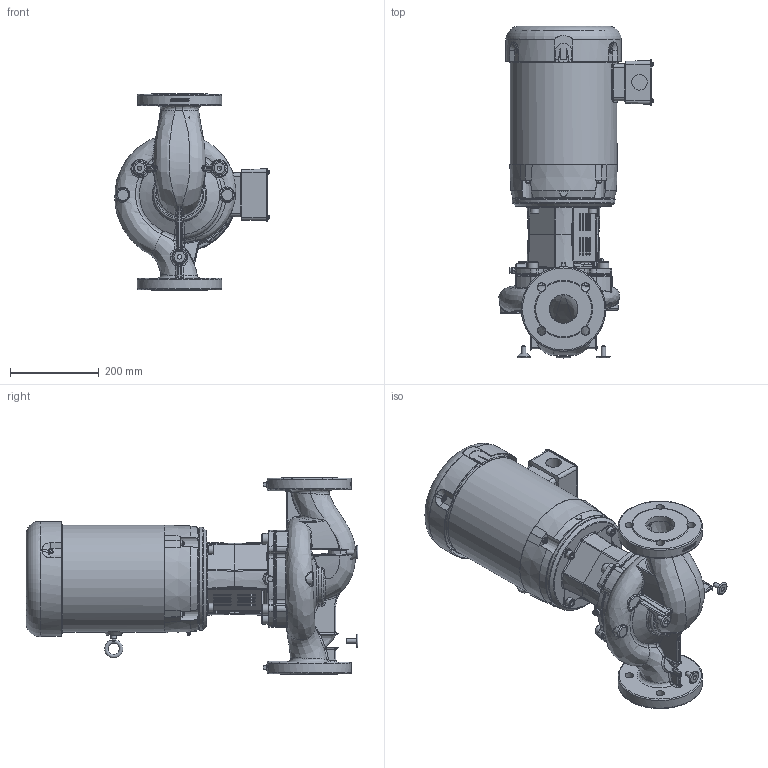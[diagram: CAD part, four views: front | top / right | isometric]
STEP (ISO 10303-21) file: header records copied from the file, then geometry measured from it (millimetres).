
FILE_DESCRIPTION(/* description */ (''),/* implementation_level */ '2;1');
FILE_NAME(/* name */ '2760854 - PUMP IL2.5-110_410-2-S1E 460V_3_60 TEFC_Shrinkwrap_1.stp',/* time_stamp */ '2022-03-23T16:30:41-05:00',/* author */ ('faliszekte'),/* organization */ (''),/* preprocessor_version */ 'ST-DEVELOPER v18.1',/* originating_system */ 'Autodesk Inventor 2021',/* authorisation */ '');
FILE_SCHEMA (('AUTOMOTIVE_DESIGN { 1 0 10303 214 3 1 1 }'));
Products named in the file (1): 2760854 - PUMP IL2.5-110_410-2-S1E 460V_3_60 TEFC_Shrinkwrap_1
Bounding box: 347.97 x 749.28 x 444.49 mm (x, y, z)
Surface area: 1320899.7 mm2 (no closed solid volume)
Topology: 0 solids, 34 shells, 2390 faces, 6921 edges, 4423 vertices
Faces by surface type: plane 721, bspline 667, cylinder 570, cone 277, sphere 86, torus 69
Full cylindrical faces by diameter (mm): 3.768 x1, 5 x1, 7.937 x4, 8 x2, 8.141 x10, 8.839 x4, 9 x8, 9.652 x1, 10.11 x3, 10.162 x60, 10.516 x3, 11.112 x1, 12.662 x1, 12.7 x60, 13.495 x2, 19.05 x12, 23.812 x4, 33 x1, 34.919 x1, 34.938 x1, 35.052 x1, 39.05 x1, 65 x1, 85.25 x1, 190.5 x2, 241.579 x1, 241.679 x1
Entity records: 154268 total; most frequent: CARTESIAN_POINT 95243, ORIENTED_EDGE 12674, DIRECTION 10423, EDGE_CURVE 6881, VERTEX_POINT 4423, AXIS2_PLACEMENT_3D 4000, EDGE_LOOP 2543, LINE 2423
